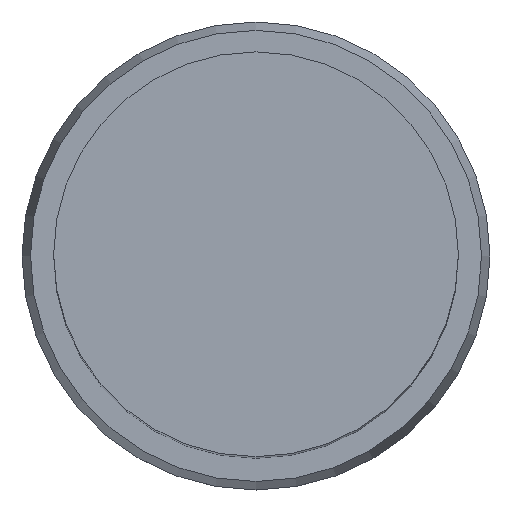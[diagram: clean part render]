
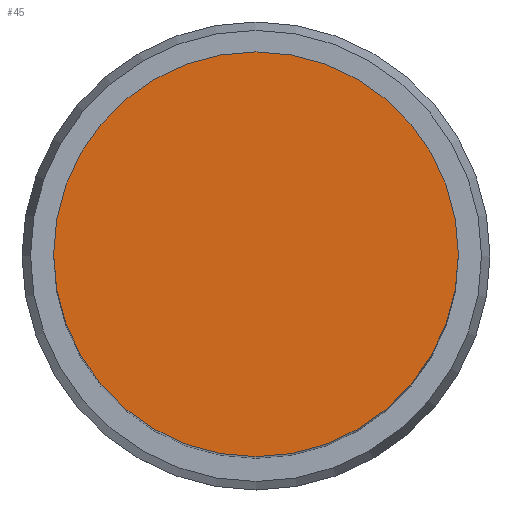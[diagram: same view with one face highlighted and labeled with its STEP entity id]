
A CAD part, top view. The second image highlights one B-rep face of the part: STEP entity #45.
In plain terms, the highlighted planar face has unit normal (0, 0, 1).
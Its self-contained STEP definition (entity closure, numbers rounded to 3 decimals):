
#45=ADVANCED_FACE('Unnamed[1]',(#100),#101,.T.);
#68=EDGE_CURVE('Unnamed[1]',#135,#135,#136,.T.);
#100=FACE_OUTER_BOUND('',#163,.T.);
#101=PLANE('',#164);
#135=VERTEX_POINT('',#206);
#136=CIRCLE('',#207,16.0);
#163=EDGE_LOOP('',(#229));
#164=AXIS2_PLACEMENT_3D('',#230,#231,#232);
#206=CARTESIAN_POINT('',(0.,16.0,78.5));
#207=AXIS2_PLACEMENT_3D('',#267,#268,#269);
#229=ORIENTED_EDGE('',*,*,#68,.F.);
#230=CARTESIAN_POINT('',(0.,8.0,78.5));
#231=DIRECTION('',(0.,0.,1.0));
#232=DIRECTION('',(0.,-1.0,0.));
#267=CARTESIAN_POINT('',(0.,0.,78.5));
#268=DIRECTION('',(0.,0.,-1.0));
#269=DIRECTION('',(0.,1.0,0.));
